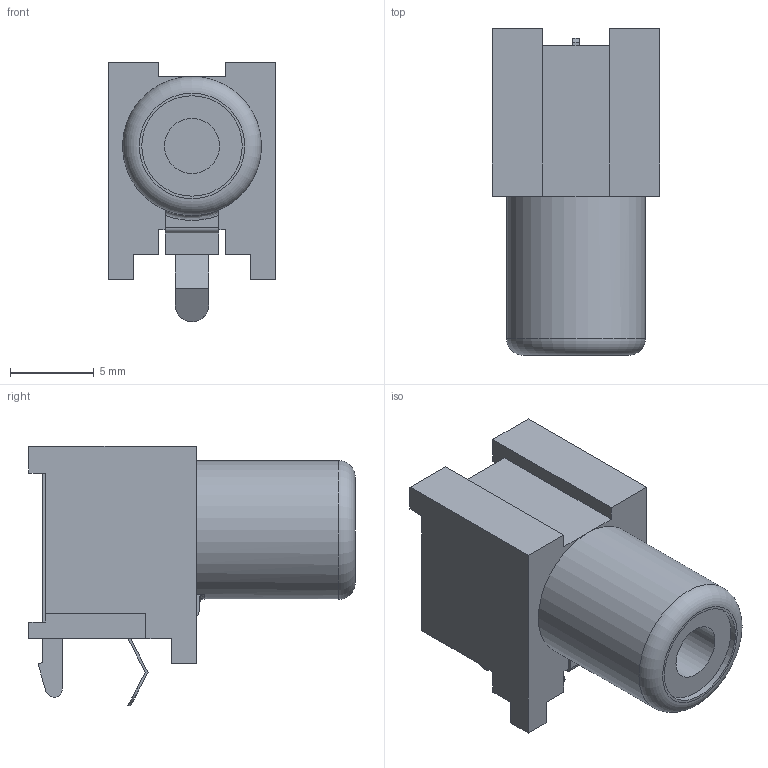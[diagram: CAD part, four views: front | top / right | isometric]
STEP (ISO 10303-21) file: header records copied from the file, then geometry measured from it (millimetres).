
FILE_DESCRIPTION(/* description */ ('STEP AP214'),/* implementation_level */ '2;1');
FILE_NAME(/* name */ 'CUI - RCJ-044.step',/* time_stamp */ '2024-09-18T13:05:09+01:00',/* author */ (''),/* organization */ (''),/* preprocessor_version */ 'ST-DEVELOPER v20',/* originating_system */ 'Autodesk Translation Framework v13.14.0.145',/* authorisation */ '');
FILE_SCHEMA (('AUTOMOTIVE_DESIGN { 1 0 10303 214 3 1 1 }'));
Length unit declared in the file: inch
Products named in the file (1): CUI_DEVICES_RCJ-044
Bounding box: 10 x 19.5 x 15.5 mm (x, y, z)
Volume: 1370.9 mm3; surface area: 1073.1 mm2
Topology: 1 solids, 1 shells, 67 faces, 183 edges, 120 vertices
Faces by surface type: plane 59, cylinder 6, torus 2
Full cylindrical faces by diameter (mm): 3.3 x1, 6 x1, 8.3 x1
Entity records: 2181 total; most frequent: CARTESIAN_POINT 389, ORIENTED_EDGE 366, DIRECTION 335, EDGE_CURVE 183, LINE 163, VECTOR 163, VERTEX_POINT 120, AXIS2_PLACEMENT_3D 86
